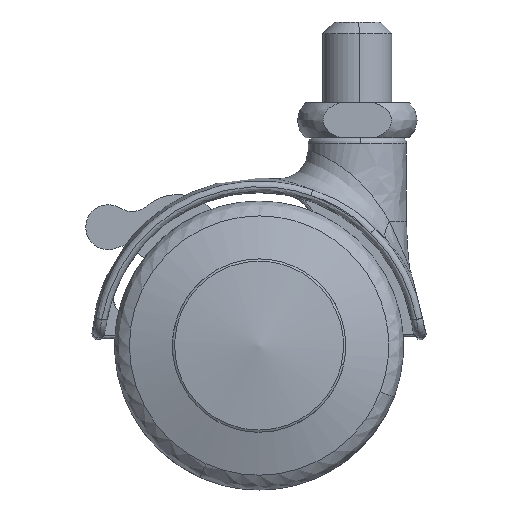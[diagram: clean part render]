
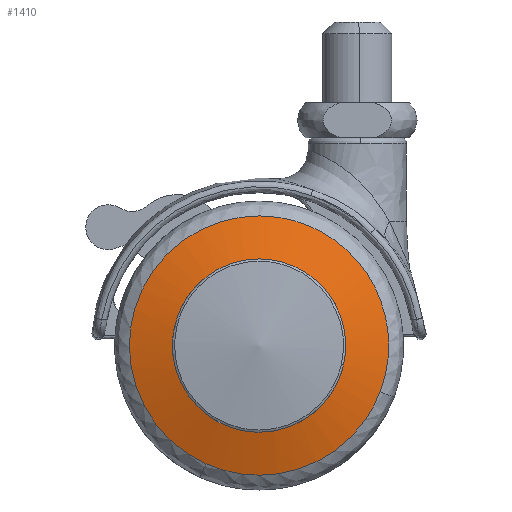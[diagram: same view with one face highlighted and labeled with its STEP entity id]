
A CAD part, front view. The second image highlights one B-rep face of the part: STEP entity #1410.
In plain terms, the highlighted free-form (B-spline) face has degree [2, 2] with [4, 4] control points.
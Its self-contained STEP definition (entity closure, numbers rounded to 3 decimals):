
#678=CARTESIAN_POINT('',(14.895,-20.67,-1.77));
#679=VERTEX_POINT('',#678);
#680=CARTESIAN_POINT('',(0.0,-20.67,15.0));
#681=VERTEX_POINT('',#680);
#682=CARTESIAN_POINT('',(14.895,-20.67,-1.77));
#683=CARTESIAN_POINT('',(15.0,-20.67,-0.888));
#684=CARTESIAN_POINT('',(15.0,-20.67,0.));
#685=CARTESIAN_POINT('',(15.,-20.67,15.));
#686=CARTESIAN_POINT('',(0.0,-20.67,15.0));
#694=(BOUNDED_CURVE()B_SPLINE_CURVE(2,(#682,#683,#684,#685,#686),.UNSPECIFIED.,.F.,.U.)B_SPLINE_CURVE_WITH_KNOTS((3,2,3),(0.23,0.25,0.5),.UNSPECIFIED.)CURVE()GEOMETRIC_REPRESENTATION_ITEM()RATIONAL_B_SPLINE_CURVE((0.956,0.976,1.0,0.707,1.0))REPRESENTATION_ITEM(''));
#695=EDGE_CURVE('',#679,#681,#694,.T.);
#697=CARTESIAN_POINT('',(-14.972,-20.67,0.916));
#698=VERTEX_POINT('',#697);
#699=CARTESIAN_POINT('',(0.0,-20.67,15.0));
#700=CARTESIAN_POINT('',(-14.111,-20.67,15.0));
#701=CARTESIAN_POINT('',(-14.972,-20.67,0.916));
#709=(BOUNDED_CURVE()B_SPLINE_CURVE(2,(#699,#700,#701),.UNSPECIFIED.,.F.,.U.)B_SPLINE_CURVE_WITH_KNOTS((3,3),(0.5,0.739),.UNSPECIFIED.)CURVE()GEOMETRIC_REPRESENTATION_ITEM()RATIONAL_B_SPLINE_CURVE((1.0,0.72,0.976))REPRESENTATION_ITEM(''));
#710=EDGE_CURVE('',#681,#698,#709,.T.);
#777=CARTESIAN_POINT('',(0.0,-20.67,-15.0));
#778=VERTEX_POINT('',#777);
#779=CARTESIAN_POINT('',(0.0,-20.67,-15.0));
#780=CARTESIAN_POINT('',(13.323,-20.67,-15.));
#781=CARTESIAN_POINT('',(14.895,-20.67,-1.77));
#789=(BOUNDED_CURVE()B_SPLINE_CURVE(2,(#779,#780,#781),.UNSPECIFIED.,.F.,.U.)B_SPLINE_CURVE_WITH_KNOTS((3,3),(0.0,0.23),.UNSPECIFIED.)CURVE()GEOMETRIC_REPRESENTATION_ITEM()RATIONAL_B_SPLINE_CURVE((1.0,0.731,0.956))REPRESENTATION_ITEM(''));
#790=EDGE_CURVE('',#778,#679,#789,.T.);
#824=CARTESIAN_POINT('',(-14.972,-20.67,0.916));
#825=CARTESIAN_POINT('',(-15.0,-20.67,0.458));
#826=CARTESIAN_POINT('',(-15.0,-20.67,0.));
#827=CARTESIAN_POINT('',(-15.,-20.67,-15.));
#828=CARTESIAN_POINT('',(0.0,-20.67,-15.0));
#836=(BOUNDED_CURVE()B_SPLINE_CURVE(2,(#824,#825,#826,#827,#828),.UNSPECIFIED.,.F.,.U.)B_SPLINE_CURVE_WITH_KNOTS((3,2,3),(0.739,0.75,1.0),.UNSPECIFIED.)CURVE()GEOMETRIC_REPRESENTATION_ITEM()RATIONAL_B_SPLINE_CURVE((0.976,0.988,1.0,0.707,1.0))REPRESENTATION_ITEM(''));
#837=EDGE_CURVE('',#698,#778,#836,.T.);
#1060=CARTESIAN_POINT('',(-9.183,-18.326,-20.473));
#1061=VERTEX_POINT('',#1060);
#1075=CARTESIAN_POINT('',(0.0,-18.326,22.438));
#1076=VERTEX_POINT('',#1075);
#1077=CARTESIAN_POINT('',(0.0,-18.326,22.438));
#1078=CARTESIAN_POINT('',(-22.438,-18.326,22.438));
#1079=CARTESIAN_POINT('',(-22.438,-18.326,0.));
#1080=CARTESIAN_POINT('',(-22.438,-18.326,-14.527));
#1081=CARTESIAN_POINT('',(-9.183,-18.326,-20.473));
#1089=(BOUNDED_CURVE()B_SPLINE_CURVE(2,(#1077,#1078,#1079,#1080,#1081),.UNSPECIFIED.,.F.,.U.)B_SPLINE_CURVE_WITH_KNOTS((3,2,3),(0.0,0.25,0.43),.UNSPECIFIED.)CURVE()GEOMETRIC_REPRESENTATION_ITEM()RATIONAL_B_SPLINE_CURVE((1.0,0.707,1.0,0.789,0.882))REPRESENTATION_ITEM(''));
#1090=EDGE_CURVE('',#1076,#1061,#1089,.T.);
#1092=CARTESIAN_POINT('',(20.965,-18.326,-7.997));
#1093=VERTEX_POINT('',#1092);
#1094=CARTESIAN_POINT('',(20.965,-18.326,-7.997));
#1095=CARTESIAN_POINT('',(22.438,-18.326,-4.134));
#1096=CARTESIAN_POINT('',(22.438,-18.326,0.));
#1097=CARTESIAN_POINT('',(22.438,-18.326,22.438));
#1098=CARTESIAN_POINT('',(0.0,-18.326,22.438));
#1106=(BOUNDED_CURVE()B_SPLINE_CURVE(2,(#1094,#1095,#1096,#1097,#1098),.UNSPECIFIED.,.F.,.U.)B_SPLINE_CURVE_WITH_KNOTS((3,2,3),(0.689,0.75,1.0),.UNSPECIFIED.)CURVE()GEOMETRIC_REPRESENTATION_ITEM()RATIONAL_B_SPLINE_CURVE((0.893,0.929,1.0,0.707,1.0))REPRESENTATION_ITEM(''));
#1107=EDGE_CURVE('',#1093,#1076,#1106,.T.);
#1152=CARTESIAN_POINT('',(0.0,-18.326,-22.438));
#1153=VERTEX_POINT('',#1152);
#1154=CARTESIAN_POINT('',(0.0,-18.326,-22.438));
#1155=CARTESIAN_POINT('',(15.456,-18.326,-22.438));
#1156=CARTESIAN_POINT('',(20.965,-18.326,-7.997));
#1164=(BOUNDED_CURVE()B_SPLINE_CURVE(2,(#1154,#1155,#1156),.UNSPECIFIED.,.F.,.U.)B_SPLINE_CURVE_WITH_KNOTS((3,3),(0.5,0.689),.UNSPECIFIED.)CURVE()GEOMETRIC_REPRESENTATION_ITEM()RATIONAL_B_SPLINE_CURVE((1.0,0.778,0.893))REPRESENTATION_ITEM(''));
#1165=EDGE_CURVE('',#1153,#1093,#1164,.T.);
#1167=CARTESIAN_POINT('',(-9.183,-18.326,-20.473));
#1168=CARTESIAN_POINT('',(-4.802,-18.326,-22.438));
#1169=CARTESIAN_POINT('',(0.0,-18.326,-22.438));
#1177=(BOUNDED_CURVE()B_SPLINE_CURVE(2,(#1167,#1168,#1169),.UNSPECIFIED.,.F.,.U.)B_SPLINE_CURVE_WITH_KNOTS((3,3),(0.43,0.5),.UNSPECIFIED.)CURVE()GEOMETRIC_REPRESENTATION_ITEM()RATIONAL_B_SPLINE_CURVE((0.882,0.919,1.0))REPRESENTATION_ITEM(''));
#1178=EDGE_CURVE('',#1061,#1153,#1177,.T.);
#1374=CARTESIAN_POINT('',(-23.552,-12.863,-23.562));
#1375=CARTESIAN_POINT('',(-12.249,-17.486,-24.508));
#1376=CARTESIAN_POINT('',(12.251,-17.486,-24.508));
#1377=CARTESIAN_POINT('',(23.556,-12.862,-23.562));
#1378=CARTESIAN_POINT('',(-24.498,-17.49,-12.254));
#1379=CARTESIAN_POINT('',(-12.761,-22.5,-12.767));
#1380=CARTESIAN_POINT('',(12.763,-22.5,-12.767));
#1381=CARTESIAN_POINT('',(24.502,-17.489,-12.254));
#1382=CARTESIAN_POINT('',(-24.498,-17.49,12.254));
#1383=CARTESIAN_POINT('',(-12.761,-22.5,12.767));
#1384=CARTESIAN_POINT('',(12.763,-22.5,12.767));
#1385=CARTESIAN_POINT('',(24.502,-17.489,12.254));
#1386=CARTESIAN_POINT('',(-23.552,-12.863,23.562));
#1387=CARTESIAN_POINT('',(-12.249,-17.486,24.508));
#1388=CARTESIAN_POINT('',(12.251,-17.486,24.508));
#1389=CARTESIAN_POINT('',(23.556,-12.862,23.562));
#1397=(BOUNDED_SURFACE()B_SPLINE_SURFACE(2,2,((#1374,#1378,#1382,#1386),(#1375,#1379,#1383,#1387),(#1376,#1380,#1384,#1388),(#1377,#1381,#1385,#1389)),.UNSPECIFIED.,.F.,.F.,.U.)B_SPLINE_SURFACE_WITH_KNOTS((3,1,3),(3,1,3),(10.686,35.153,59.624),(10.676,35.153,59.63),.UNSPECIFIED.)GEOMETRIC_REPRESENTATION_ITEM()RATIONAL_B_SPLINE_SURFACE(((1.084,1.042,1.042,1.084),(1.042,1.0,1.0,1.042),(1.042,1.0,1.0,1.042),(1.084,1.042,1.042,1.084)))REPRESENTATION_ITEM('')SURFACE());
#1398=ORIENTED_EDGE('',*,*,#1090,.T.);
#1399=ORIENTED_EDGE('',*,*,#1178,.T.);
#1400=ORIENTED_EDGE('',*,*,#1165,.T.);
#1401=ORIENTED_EDGE('',*,*,#1107,.T.);
#1402=EDGE_LOOP('',(#1398,#1399,#1400,#1401));
#1403=FACE_OUTER_BOUND('',#1402,.T.);
#1404=ORIENTED_EDGE('',*,*,#710,.F.);
#1405=ORIENTED_EDGE('',*,*,#695,.F.);
#1406=ORIENTED_EDGE('',*,*,#790,.F.);
#1407=ORIENTED_EDGE('',*,*,#837,.F.);
#1408=EDGE_LOOP('',(#1404,#1405,#1406,#1407));
#1409=FACE_BOUND('',#1408,.T.);
#1410=ADVANCED_FACE('',(#1403,#1409),#1397,.T.);
